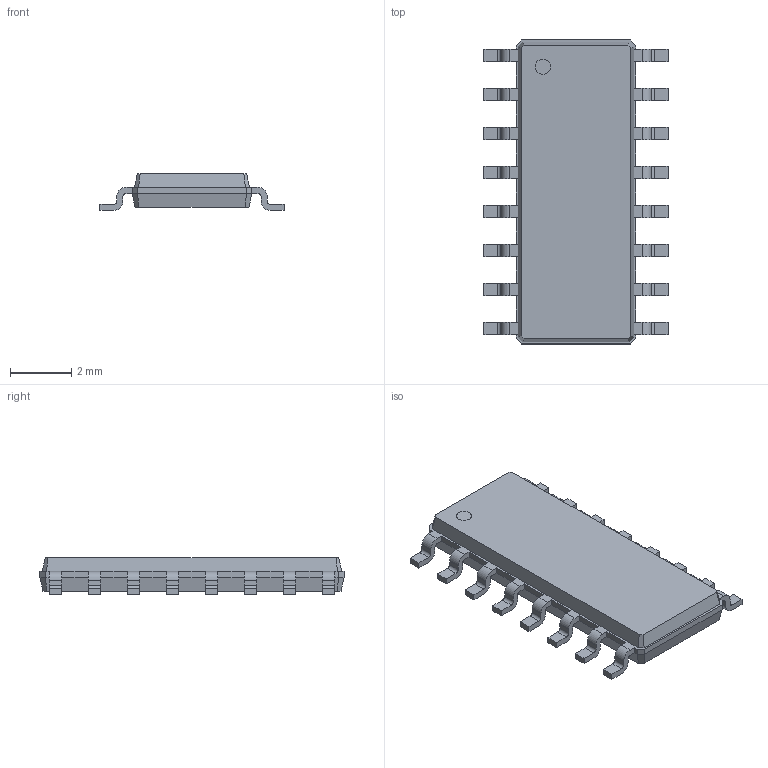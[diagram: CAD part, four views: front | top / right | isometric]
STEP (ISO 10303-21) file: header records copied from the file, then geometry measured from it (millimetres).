
FILE_DESCRIPTION(/* description */ ('model of SOP-16_3.9x9.9mm_P1.27mm'),/* implementation_level */ '2;1');
FILE_NAME(/* name */ 'SOP-16_3.9x9.9mm_P1.27mm.step',/* time_stamp */ '2024-06-01T05:26:22',/* author */ ('KiCAD','kicad'),/* organization */ ('OCCT'),/* preprocessor_version */ '',/* originating_system */ 'KiCAD',/* authorisation */ '');
FILE_SCHEMA(('AUTOMOTIVE_DESIGN { 1 0 10303 214 1 1 1 1 }'));
Length unit declared in the file: millimetre
Products named in the file (1): SOP-16_3.9x9.9mm_P1.27mm
Bounding box: 6 x 9.9 x 1.2 mm (x, y, z)
Volume: 42.2 mm3; surface area: 129.3 mm2
Topology: 1 solids, 1 shells, 267 faces, 721 edges, 457 vertices
Faces by surface type: plane 187, cylinder 64, bspline 16
Entity records: 10629 total; most frequent: CARTESIAN_POINT 1518, ORIENTED_EDGE 1442, DIRECTION 1330, EDGE_CURVE 721, LINE 568, VECTOR 568, VERTEX_POINT 457, AXIS2_PLACEMENT_3D 381
